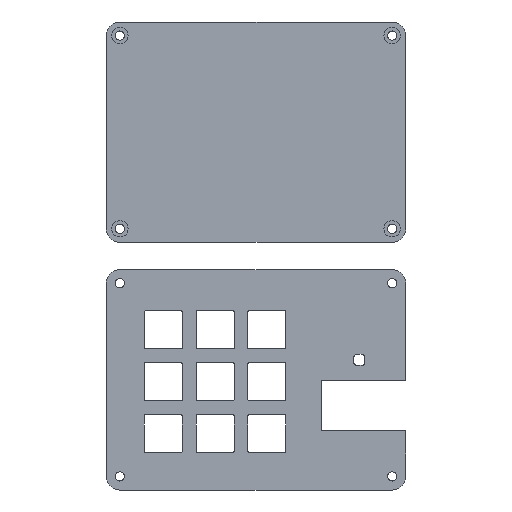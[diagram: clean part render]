
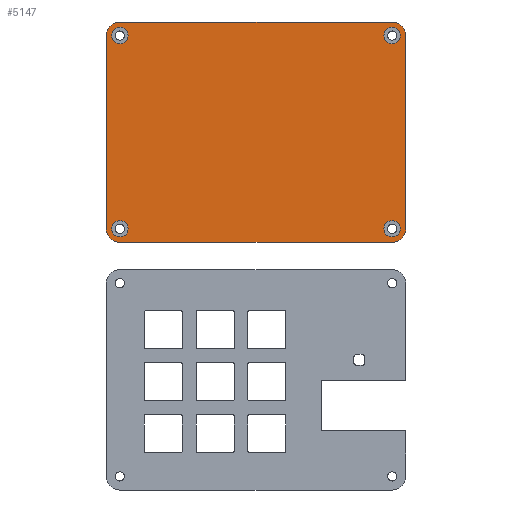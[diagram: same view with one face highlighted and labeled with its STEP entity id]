
A CAD part, front view. The second image highlights one B-rep face of the part: STEP entity #5147.
In plain terms, the highlighted planar face has unit normal (0, -1, 0).
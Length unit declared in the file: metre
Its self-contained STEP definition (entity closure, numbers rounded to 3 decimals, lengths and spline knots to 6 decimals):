
#254=PLANE('',#5590);
#461=CIRCLE('',#5573,0.003);
#462=CIRCLE('',#5575,0.003);
#464=CIRCLE('',#5578,0.003);
#466=CIRCLE('',#5581,0.003);
#468=CIRCLE('',#5591,0.005);
#469=CIRCLE('',#5592,0.005);
#470=CIRCLE('',#5593,0.005);
#471=CIRCLE('',#5594,0.005);
#1264=ORIENTED_EDGE('',*,*,#2475,.F.);
#1265=ORIENTED_EDGE('',*,*,#2483,.T.);
#1266=ORIENTED_EDGE('',*,*,#2452,.T.);
#1267=ORIENTED_EDGE('',*,*,#2484,.T.);
#1268=ORIENTED_EDGE('',*,*,#2481,.T.);
#1269=ORIENTED_EDGE('',*,*,#2485,.T.);
#1270=ORIENTED_EDGE('',*,*,#2478,.F.);
#1271=ORIENTED_EDGE('',*,*,#2486,.T.);
#1272=ORIENTED_EDGE('',*,*,#2460,.T.);
#1273=ORIENTED_EDGE('',*,*,#2465,.F.);
#1274=ORIENTED_EDGE('',*,*,#2461,.T.);
#1275=ORIENTED_EDGE('',*,*,#2463,.F.);
#2452=EDGE_CURVE('',#3122,#3123,#3557,.T.);
#2460=EDGE_CURVE('',#3128,#3128,#461,.T.);
#2461=EDGE_CURVE('',#3129,#3129,#462,.T.);
#2463=EDGE_CURVE('',#3131,#3131,#464,.T.);
#2465=EDGE_CURVE('',#3133,#3133,#466,.T.);
#2475=EDGE_CURVE('',#3137,#3138,#3571,.T.);
#2478=EDGE_CURVE('',#3139,#3140,#3574,.T.);
#2481=EDGE_CURVE('',#3142,#3141,#3577,.T.);
#2483=EDGE_CURVE('',#3137,#3122,#468,.F.);
#2484=EDGE_CURVE('',#3123,#3142,#469,.F.);
#2485=EDGE_CURVE('',#3141,#3140,#470,.F.);
#2486=EDGE_CURVE('',#3139,#3138,#471,.F.);
#3122=VERTEX_POINT('',#7956);
#3123=VERTEX_POINT('',#7957);
#3128=VERTEX_POINT('',#7973);
#3129=VERTEX_POINT('',#7976);
#3131=VERTEX_POINT('',#7981);
#3133=VERTEX_POINT('',#7986);
#3137=VERTEX_POINT('',#8003);
#3138=VERTEX_POINT('',#8005);
#3139=VERTEX_POINT('',#8009);
#3140=VERTEX_POINT('',#8011);
#3141=VERTEX_POINT('',#8015);
#3142=VERTEX_POINT('',#8017);
#3557=LINE('',#7955,#4037);
#3571=LINE('',#8004,#4051);
#3574=LINE('',#8010,#4054);
#3577=LINE('',#8016,#4057);
#4037=VECTOR('',#6448,1.);
#4051=VECTOR('',#6500,1.);
#4054=VECTOR('',#6505,1.);
#4057=VECTOR('',#6510,1.);
#4427=EDGE_LOOP('',(#1264,#1265,#1266,#1267,#1268,#1269,#1270,#1271));
#4428=EDGE_LOOP('',(#1272));
#4429=EDGE_LOOP('',(#1273));
#4430=EDGE_LOOP('',(#1274));
#4431=EDGE_LOOP('',(#1275));
#4771=FACE_BOUND('',#4427,.T.);
#4772=FACE_BOUND('',#4428,.T.);
#4773=FACE_BOUND('',#4429,.T.);
#4774=FACE_BOUND('',#4430,.T.);
#4775=FACE_BOUND('',#4431,.T.);
#5147=ADVANCED_FACE('',(#4771,#4772,#4773,#4774,#4775),#254,.F.);
#5573=AXIS2_PLACEMENT_3D('',#7972,#6464,#6465);
#5575=AXIS2_PLACEMENT_3D('',#7975,#6468,#6469);
#5578=AXIS2_PLACEMENT_3D('',#7980,#6474,#6475);
#5581=AXIS2_PLACEMENT_3D('',#7985,#6480,#6481);
#5590=AXIS2_PLACEMENT_3D('',#8020,#6514,#6515);
#5591=AXIS2_PLACEMENT_3D('',#8021,#6516,#6517);
#5592=AXIS2_PLACEMENT_3D('',#8022,#6518,#6519);
#5593=AXIS2_PLACEMENT_3D('',#8023,#6520,#6521);
#5594=AXIS2_PLACEMENT_3D('',#8024,#6522,#6523);
#6448=DIRECTION('',(0.,0.,1.));
#6464=DIRECTION('',(0.,1.,0.));
#6465=DIRECTION('',(1.,0.,0.));
#6468=DIRECTION('',(0.,1.,0.));
#6469=DIRECTION('',(1.,0.,0.));
#6474=DIRECTION('',(0.,-1.,0.));
#6475=DIRECTION('',(1.,0.,0.));
#6480=DIRECTION('',(0.,-1.,0.));
#6481=DIRECTION('',(1.,0.,0.));
#6500=DIRECTION('',(-1.,0.,0.));
#6505=DIRECTION('',(0.,0.,1.));
#6510=DIRECTION('',(-1.,0.,0.));
#6514=DIRECTION('',(0.,1.,0.));
#6515=DIRECTION('',(1.,0.,0.));
#6516=DIRECTION('',(0.,1.,0.));
#6517=DIRECTION('',(1.,0.,0.));
#6518=DIRECTION('',(0.,1.,0.));
#6519=DIRECTION('',(1.,0.,0.));
#6520=DIRECTION('',(0.,1.,0.));
#6521=DIRECTION('',(1.,0.,0.));
#6522=DIRECTION('',(0.,1.,0.));
#6523=DIRECTION('',(1.,0.,0.));
#7955=CARTESIAN_POINT('',(0.055,0.,0.));
#7956=CARTESIAN_POINT('',(0.055,0.,-0.0355));
#7957=CARTESIAN_POINT('',(0.055,0.,0.0355));
#7972=CARTESIAN_POINT('',(-0.05,0.,-0.0355));
#7973=CARTESIAN_POINT('',(-0.047,0.,-0.0355));
#7975=CARTESIAN_POINT('',(0.05,0.,0.0355));
#7976=CARTESIAN_POINT('',(0.053,0.,0.0355));
#7980=CARTESIAN_POINT('',(0.05,0.,-0.0355));
#7981=CARTESIAN_POINT('',(0.053,0.,-0.0355));
#7985=CARTESIAN_POINT('',(-0.05,0.,0.0355));
#7986=CARTESIAN_POINT('',(-0.047,0.,0.0355));
#8003=CARTESIAN_POINT('',(0.05,0.,-0.0405));
#8004=CARTESIAN_POINT('',(0.,0.,-0.0405));
#8005=CARTESIAN_POINT('',(-0.05,0.,-0.0405));
#8009=CARTESIAN_POINT('',(-0.055,0.,-0.0355));
#8010=CARTESIAN_POINT('',(-0.055,0.,0.));
#8011=CARTESIAN_POINT('',(-0.055,0.,0.0355));
#8015=CARTESIAN_POINT('',(-0.05,0.,0.0405));
#8016=CARTESIAN_POINT('',(0.,0.,0.0405));
#8017=CARTESIAN_POINT('',(0.05,0.,0.0405));
#8020=CARTESIAN_POINT('',(0.,0.,0.));
#8021=CARTESIAN_POINT('',(0.05,0.,-0.0355));
#8022=CARTESIAN_POINT('',(0.05,0.,0.0355));
#8023=CARTESIAN_POINT('',(-0.05,0.,0.0355));
#8024=CARTESIAN_POINT('',(-0.05,0.,-0.0355));
